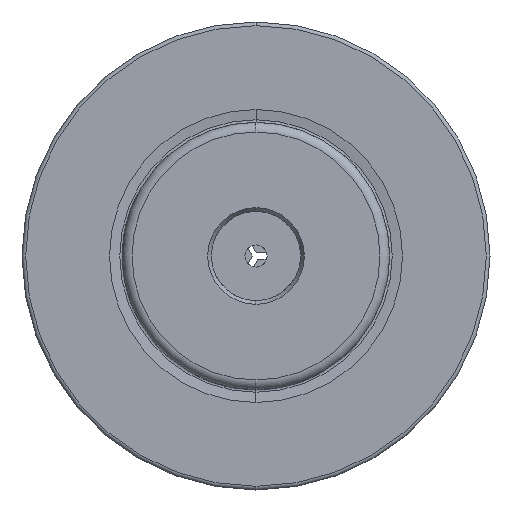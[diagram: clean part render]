
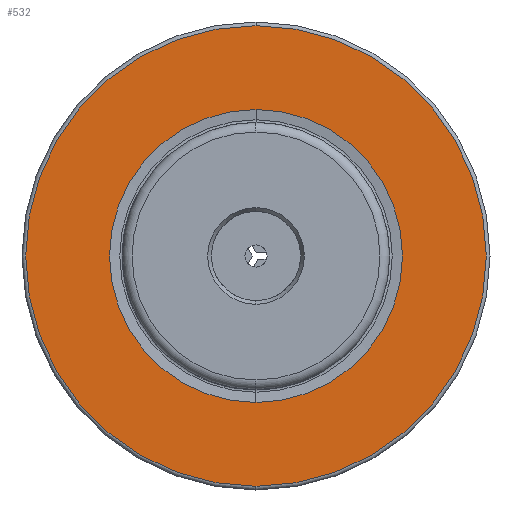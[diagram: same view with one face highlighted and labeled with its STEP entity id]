
A CAD part, left-side view. The second image highlights one B-rep face of the part: STEP entity #532.
In plain terms, the highlighted planar face has unit normal (-1, 0, 0).
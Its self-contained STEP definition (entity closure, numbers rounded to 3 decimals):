
#189 = CARTESIAN_POINT ( 'NONE',  ( 0., 0., 0. ) ) ;
#248 = EDGE_CURVE ( 'NONE', #1584, #1991, #267, .T. ) ;
#267 = CIRCLE ( 'NONE', #3675, 19.715 ) ;
#502 = DIRECTION ( 'NONE',  ( 0., 0., 1. ) ) ;
#532 = ADVANCED_FACE ( 'NONE', ( #556, #5187 ), #1037, .F. ) ;
#556 = FACE_BOUND ( 'NONE', #2101, .T. ) ;
#627 = DIRECTION ( 'NONE',  ( 0., 0., 1. ) ) ;
#968 = AXIS2_PLACEMENT_3D ( 'NONE', #5002, #2289, #502 ) ;
#976 = EDGE_CURVE ( 'NONE', #2400, #1938, #1274, .T. ) ;
#1037 = PLANE ( 'NONE',  #5575 ) ;
#1274 = CIRCLE ( 'NONE', #2931, 31. ) ;
#1429 = DIRECTION ( 'NONE',  ( -1., 0., 0. ) ) ;
#1584 = VERTEX_POINT ( 'NONE', #4458 ) ;
#1586 = ORIENTED_EDGE ( 'NONE', *, *, #2294, .F. ) ;
#1938 = VERTEX_POINT ( 'NONE', #2962 ) ;
#1991 = VERTEX_POINT ( 'NONE', #4336 ) ;
#2101 = EDGE_LOOP ( 'NONE', ( #2424, #1586 ) ) ;
#2289 = DIRECTION ( 'NONE',  ( -1., 0., 0. ) ) ;
#2294 = EDGE_CURVE ( 'NONE', #1991, #1584, #5284, .T. ) ;
#2381 = CARTESIAN_POINT ( 'NONE',  ( 0., 0., 0. ) ) ;
#2400 = VERTEX_POINT ( 'NONE', #3280 ) ;
#2424 = ORIENTED_EDGE ( 'NONE', *, *, #248, .F. ) ;
#2602 = EDGE_LOOP ( 'NONE', ( #5302, #4837 ) ) ;
#2813 = CIRCLE ( 'NONE', #968, 31. ) ;
#2931 = AXIS2_PLACEMENT_3D ( 'NONE', #2381, #1429, #4353 ) ;
#2954 = CARTESIAN_POINT ( 'NONE',  ( 0., 19.715, 0. ) ) ;
#2962 = CARTESIAN_POINT ( 'NONE',  ( 0., 0., 31. ) ) ;
#3280 = CARTESIAN_POINT ( 'NONE',  ( 0., 0., -31. ) ) ;
#3327 = DIRECTION ( 'NONE',  ( 1., 0., 0. ) ) ;
#3566 = DIRECTION ( 'NONE',  ( 0., 0., 1. ) ) ;
#3675 = AXIS2_PLACEMENT_3D ( 'NONE', #3946, #4872, #627 ) ;
#3848 = AXIS2_PLACEMENT_3D ( 'NONE', #189, #5219, #3566 ) ;
#3946 = CARTESIAN_POINT ( 'NONE',  ( 0., 0., 0. ) ) ;
#4336 = CARTESIAN_POINT ( 'NONE',  ( 0., 0., -19.715 ) ) ;
#4353 = DIRECTION ( 'NONE',  ( 0., 0., 1. ) ) ;
#4458 = CARTESIAN_POINT ( 'NONE',  ( 0., 0., 19.715 ) ) ;
#4635 = EDGE_CURVE ( 'NONE', #1938, #2400, #2813, .T. ) ;
#4837 = ORIENTED_EDGE ( 'NONE', *, *, #976, .T. ) ;
#4872 = DIRECTION ( 'NONE',  ( -1., 0., 0. ) ) ;
#5002 = CARTESIAN_POINT ( 'NONE',  ( 0., 0., 0. ) ) ;
#5161 = DIRECTION ( 'NONE',  ( 0., 0., -1. ) ) ;
#5187 = FACE_OUTER_BOUND ( 'NONE', #2602, .T. ) ;
#5219 = DIRECTION ( 'NONE',  ( -1., 0., 0. ) ) ;
#5284 = CIRCLE ( 'NONE', #3848, 19.715 ) ;
#5302 = ORIENTED_EDGE ( 'NONE', *, *, #4635, .T. ) ;
#5575 = AXIS2_PLACEMENT_3D ( 'NONE', #2954, #3327, #5161 ) ;
